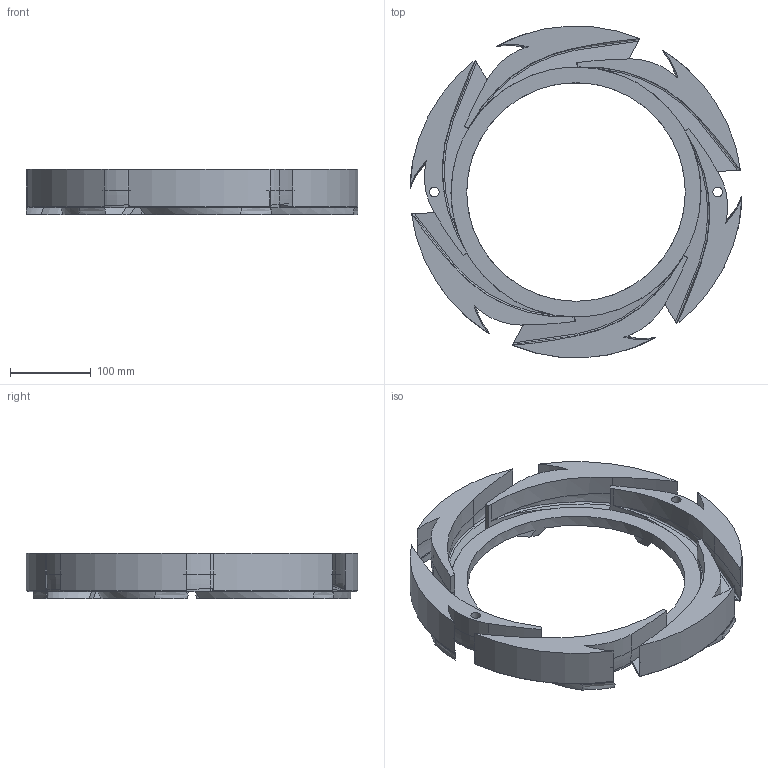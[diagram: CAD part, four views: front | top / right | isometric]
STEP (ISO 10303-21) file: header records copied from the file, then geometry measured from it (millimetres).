
FILE_DESCRIPTION(('STEP AP242'), '1');
FILE_NAME('21. Àïïàðàò íàïðÿâëÿþùèé ïîñëåäíåé ñòóïåíè', '', ('UNSPECIFIED'), ('UNSPECIFIED'), 'C3D Converter', 'C3D Toolkit', '');
FILE_SCHEMA(('AP242_MANAGED_MODEL_BASED_3D_ENGINEERING_MIM_LF { 1 0 10303 442 1 1 4 }'));
Length unit declared in the file: millimetre
Bounding box: 409.88 x 409.53 x 55.66 mm (x, y, z)
Volume: 1979985.3 mm3; surface area: 326569.3 mm2
Topology: 1 solids, 1 shells, 226 faces, 577 edges, 353 vertices
Faces by surface type: cylinder 69, plane 67, bspline 42, torus 30, cone 12, sphere 6
Full cylindrical faces by diameter (mm): 12 x2, 270 x1
Entity records: 13727 total; most frequent: CARTESIAN_POINT 6754, ORIENTED_EDGE 1116, DIRECTION 1042, EDGE_CURVE 558, AXIS2_PLACEMENT_3D 443, VERTEX_POINT 336, CIRCLE 258, EDGE_LOOP 234
